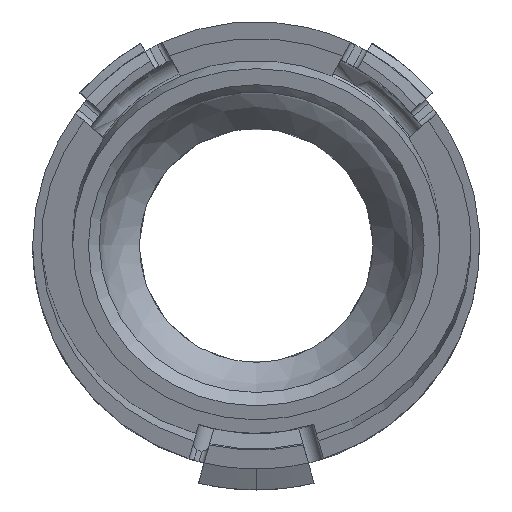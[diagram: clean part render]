
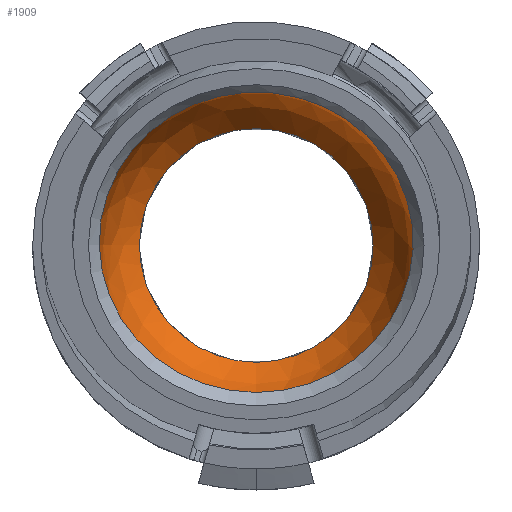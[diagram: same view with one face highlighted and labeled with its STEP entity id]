
A CAD part, top view. The second image highlights one B-rep face of the part: STEP entity #1909.
In plain terms, the highlighted spherical face has radius 15 mm.
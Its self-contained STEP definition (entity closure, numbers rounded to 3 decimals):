
#112=SPHERICAL_SURFACE('',#2046,15.);
#138=CIRCLE('',#2044,14.967);
#139=CIRCLE('',#2045,14.967);
#140=CIRCLE('',#2047,11.137);
#141=CIRCLE('',#2048,15.);
#242=FACE_OUTER_BOUND('',#347,.T.);
#347=EDGE_LOOP('',(#1317,#1318,#1319,#1320,#1321));
#770=VERTEX_POINT('',#2833);
#771=VERTEX_POINT('',#2835);
#772=VERTEX_POINT('',#2839);
#985=EDGE_CURVE('',#770,#771,#138,.T.);
#986=EDGE_CURVE('',#771,#770,#139,.T.);
#987=EDGE_CURVE('',#772,#772,#140,.T.);
#988=EDGE_CURVE('',#772,#771,#141,.T.);
#1317=ORIENTED_EDGE('',*,*,#987,.F.);
#1318=ORIENTED_EDGE('',*,*,#988,.T.);
#1319=ORIENTED_EDGE('',*,*,#985,.F.);
#1320=ORIENTED_EDGE('',*,*,#986,.F.);
#1321=ORIENTED_EDGE('',*,*,#988,.F.);
#1909=ADVANCED_FACE('',(#242),#112,.F.);
#2044=AXIS2_PLACEMENT_3D('',#2836,#2306,#2307);
#2045=AXIS2_PLACEMENT_3D('',#2837,#2308,#2309);
#2046=AXIS2_PLACEMENT_3D('',#2838,#2310,#2311);
#2047=AXIS2_PLACEMENT_3D('',#2840,#2312,#2313);
#2048=AXIS2_PLACEMENT_3D('',#2841,#2314,#2315);
#2306=DIRECTION('center_axis',(0.,0.292,-0.956));
#2307=DIRECTION('ref_axis',(0.,0.956,0.292));
#2308=DIRECTION('center_axis',(0.,0.292,-0.956));
#2309=DIRECTION('ref_axis',(0.,0.956,0.292));
#2310=DIRECTION('center_axis',(0.,0.,1.));
#2311=DIRECTION('ref_axis',(1.,0.,0.));
#2312=DIRECTION('center_axis',(0.,0.,1.));
#2313=DIRECTION('ref_axis',(1.,0.,0.));
#2314=DIRECTION('center_axis',(0.,1.,0.));
#2315=DIRECTION('ref_axis',(-1.,0.,0.));
#2833=CARTESIAN_POINT('',(0.,-14.02,3.382));
#2835=CARTESIAN_POINT('',(-14.964,0.,7.668));
#2836=CARTESIAN_POINT('Origin',(0.,0.292,7.758));
#2837=CARTESIAN_POINT('Origin',(0.,0.292,7.758));
#2838=CARTESIAN_POINT('Origin',(0.,0.,8.714));
#2839=CARTESIAN_POINT('',(-11.137,0.,-1.335));
#2840=CARTESIAN_POINT('Origin',(0.,0.,-1.335));
#2841=CARTESIAN_POINT('Origin',(0.,0.,8.714));
